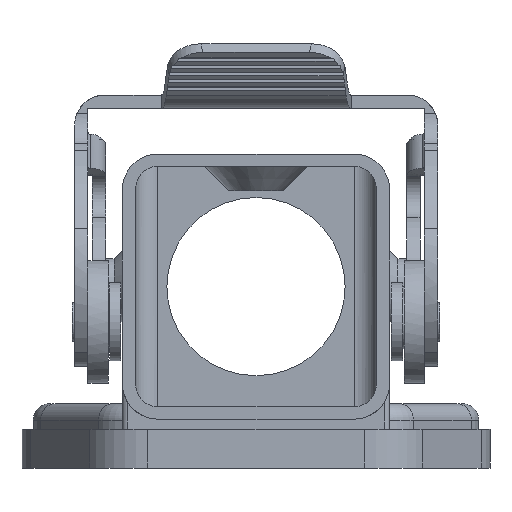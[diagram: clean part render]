
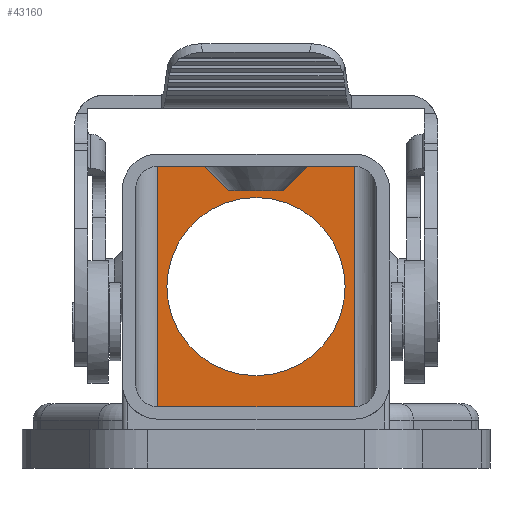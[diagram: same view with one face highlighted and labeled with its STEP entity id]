
A CAD part, front view. The second image highlights one B-rep face of the part: STEP entity #43160.
In plain terms, the highlighted face is planar.
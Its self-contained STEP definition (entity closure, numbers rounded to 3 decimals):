
#15780=CARTESIAN_POINT('',(13.65,26.7,-42.65));
#15790=VERTEX_POINT('',#15780);
#15820=CARTESIAN_POINT('',(-13.05,0.,-42.65));
#15830=DIRECTION('',(-0.707,-0.707,0.));
#15840=VECTOR('',#15830,1.);
#15850=LINE('',#15820,#15840);
#15860=CARTESIAN_POINT('',(11.45,24.5,-42.65));
#15870=VERTEX_POINT('',#15860);
#15880=EDGE_CURVE('',#15790,#15870,#15850,.T.);
#16110=CARTESIAN_POINT('',(0.,24.5,-42.65));
#16120=DIRECTION('',(1.,0.,0.));
#16130=VECTOR('',#16120,1.);
#16140=LINE('',#16110,#16130);
#16150=CARTESIAN_POINT('',(6.55,24.5,-42.65));
#16160=VERTEX_POINT('',#16150);
#16170=EDGE_CURVE('',#16160,#15870,#16140,.T.);
#16650=CARTESIAN_POINT('',(0.,31.05,-42.65));
#16660=DIRECTION('',(-0.707,0.707,0.));
#16670=VECTOR('',#16660,1.);
#16680=LINE('',#16650,#16670);
#16690=CARTESIAN_POINT('',(4.35,26.7,-42.65));
#16700=VERTEX_POINT('',#16690);
#16710=EDGE_CURVE('',#16160,#16700,#16680,.T.);
#41040=CARTESIAN_POINT('',(0.,26.7,-42.65));
#41050=DIRECTION('',(1.,0.,0.));
#41060=VECTOR('',#41050,1.);
#41070=LINE('',#41040,#41060);
#41080=CARTESIAN_POINT('',(0.2,26.7,-42.65));
#41090=VERTEX_POINT('',#41080);
#41100=EDGE_CURVE('',#41090,#16700,#41070,.T.);
#41230=CARTESIAN_POINT('',(17.8,26.7,-42.65));
#41240=VERTEX_POINT('',#41230);
#41270=EDGE_CURVE('',#15790,#41240,#41070,.T.);
#42630=CARTESIAN_POINT('',(9.,15.9,-42.65));
#42640=DIRECTION('',(0.,0.,1.));
#42650=DIRECTION('',(1.,0.,0.));
#42660=AXIS2_PLACEMENT_3D('',#42630,#42640,#42650);
#42670=PLANE('',#42660);
#42680=CARTESIAN_POINT('',(9.,15.9,-42.65));
#42690=DIRECTION('',(0.,0.,-1.));
#42700=DIRECTION('',(-1.,0.,0.));
#42710=AXIS2_PLACEMENT_3D('',#42680,#42690,#42700);
#42720=CIRCLE('',#42710,8.);
#42730=CARTESIAN_POINT('',(17.,15.9,-42.65));
#42740=VERTEX_POINT('',#42730);
#42750=CARTESIAN_POINT('',(1.,15.9,-42.65));
#42760=VERTEX_POINT('',#42750);
#42770=EDGE_CURVE('',#42740,#42760,#42720,.T.);
#42780=ORIENTED_EDGE('',*,*,#42770,.T.);
#42790=CARTESIAN_POINT('',(9.,23.9,-42.65));
#42800=VERTEX_POINT('',#42790);
#42810=EDGE_CURVE('',#42800,#42740,#42720,.T.);
#42820=ORIENTED_EDGE('',*,*,#42810,.T.);
#42830=EDGE_CURVE('',#42760,#42800,#42720,.T.);
#42840=ORIENTED_EDGE('',*,*,#42830,.T.);
#42850=EDGE_LOOP('',(#42840,#42820,#42780));
#42860=FACE_BOUND('',#42850,.T.);
#42870=CARTESIAN_POINT('',(17.8,0.,-42.65));
#42880=DIRECTION('',(0.,-1.,0.));
#42890=VECTOR('',#42880,1.);
#42900=LINE('',#42870,#42890);
#42910=CARTESIAN_POINT('',(17.8,1.4,-42.65));
#42920=VERTEX_POINT('',#42910);
#42930=EDGE_CURVE('',#41240,#42920,#42900,.T.);
#42940=ORIENTED_EDGE('',*,*,#42930,.F.);
#42950=CARTESIAN_POINT('',(0.,1.4,-42.65));
#42960=DIRECTION('',(-1.,0.,0.));
#42970=VECTOR('',#42960,1.);
#42980=LINE('',#42950,#42970);
#42990=CARTESIAN_POINT('',(0.2,1.4,-42.65));
#43000=VERTEX_POINT('',#42990);
#43010=EDGE_CURVE('',#42920,#43000,#42980,.T.);
#43020=ORIENTED_EDGE('',*,*,#43010,.F.);
#43030=CARTESIAN_POINT('',(0.2,0.,-42.65));
#43040=DIRECTION('',(0.,1.,0.));
#43050=VECTOR('',#43040,1.);
#43060=LINE('',#43030,#43050);
#43070=EDGE_CURVE('',#43000,#41090,#43060,.T.);
#43080=ORIENTED_EDGE('',*,*,#43070,.F.);
#43090=ORIENTED_EDGE('',*,*,#41100,.F.);
#43100=ORIENTED_EDGE('',*,*,#16710,.T.);
#43110=ORIENTED_EDGE('',*,*,#16170,.F.);
#43120=ORIENTED_EDGE('',*,*,#15880,.T.);
#43130=ORIENTED_EDGE('',*,*,#41270,.F.);
#43140=EDGE_LOOP('',(#43130,#43120,#43110,#43100,#43090,#43080,#43020,
#42940));
#43150=FACE_OUTER_BOUND('',#43140,.T.);
#43160=ADVANCED_FACE('',(#42860,#43150),#42670,.T.);
